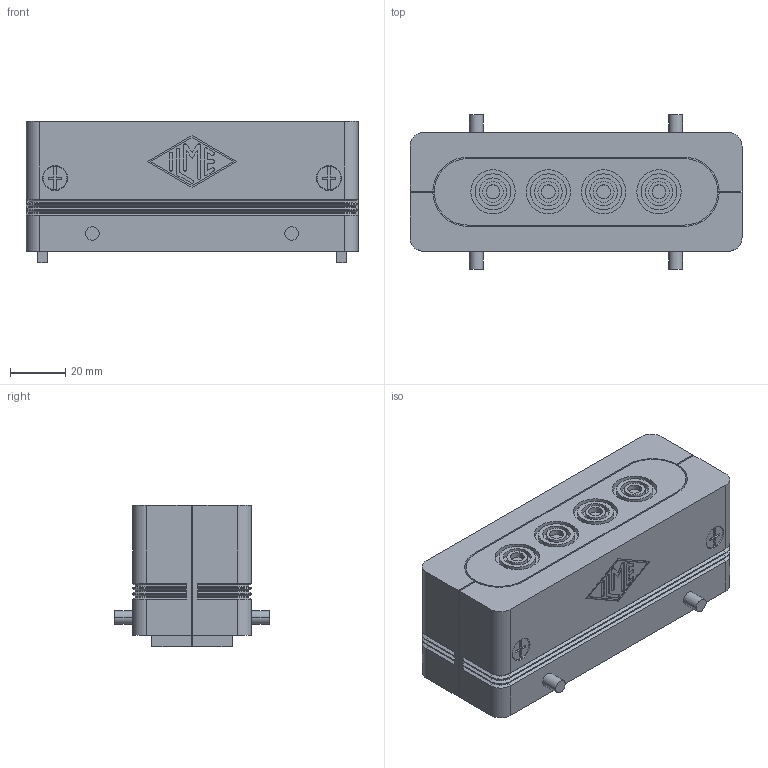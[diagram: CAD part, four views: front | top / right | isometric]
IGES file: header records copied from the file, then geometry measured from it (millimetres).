
Global section: file name: No Iges File Name specified; native system: AutoDesk Inventor R6.1; preprocessor: AutoDesk Inventor Iges Exporter R6.1; author: No Author specified; organization: No Organization specified; date: 20070111.100321; units: millimetre
Bounding box: 120 x 56 x 51 mm (x, y, z)
Volume: 130577.8 mm3; surface area: 62630.6 mm2
Topology: 4 solids, 4 shells, 433 faces, 1075 edges, 682 vertices
Faces by surface type: plane 246, revolution 66, bspline 57, cylinder 52, cone 12
